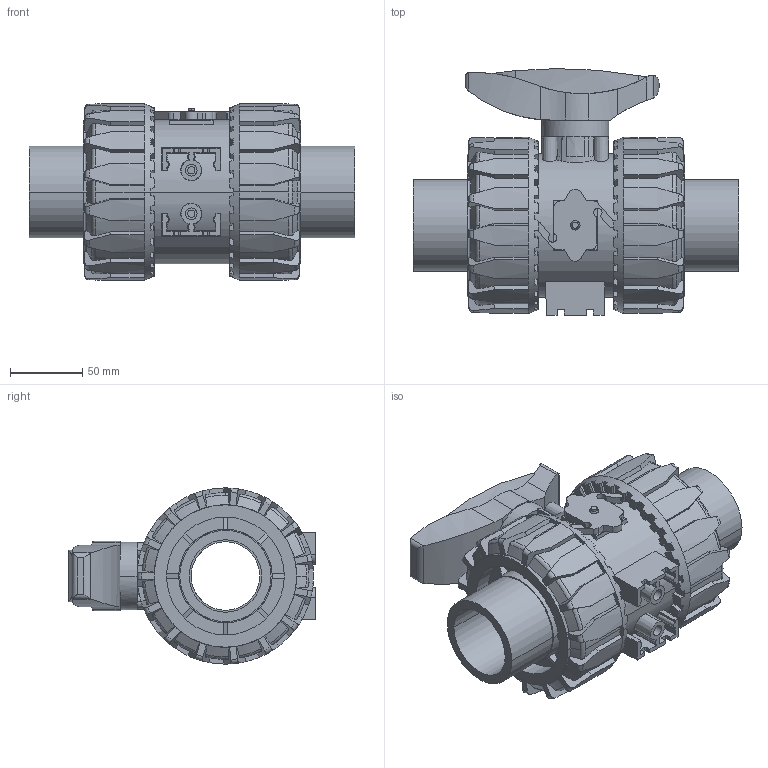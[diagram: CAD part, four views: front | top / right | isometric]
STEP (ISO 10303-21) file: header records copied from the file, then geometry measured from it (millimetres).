
FILE_DESCRIPTION(('STEP AP214'),'1');
FILE_NAME('vkddm063f.stp','2017-10-03T09:14:53',('TraceParts'),('TraceParts S.A.'),'Spatial InterOp 3D',' ',' ');
FILE_SCHEMA(('automotive_design'));
Length unit declared in the file: millimetre
Products named in the file (7): vkddm063f_1; vkddm063f_2; vkddm063f_3; vkddm063f_4; vkddm063f_5; vkddm063f_6; vkddm063f_7
Bounding box: 224.6 x 170.14 x 121.5 mm (x, y, z)
Volume: 1376808.8 mm3; surface area: 258242.4 mm2
Topology: 7 solids, 7 shells, 1063 faces, 2997 edges, 1973 vertices
Faces by surface type: plane 703, cylinder 206, cone 90, torus 64
Entity records: 45039 total; most frequent: CARTESIAN_POINT 8578, ORIENTED_EDGE 5994, DIRECTION 5974, EDGE_CURVE 2997, AXIS2_PLACEMENT_3D 2328, VERTEX_POINT 1973, LINE 1318, VECTOR 1318
